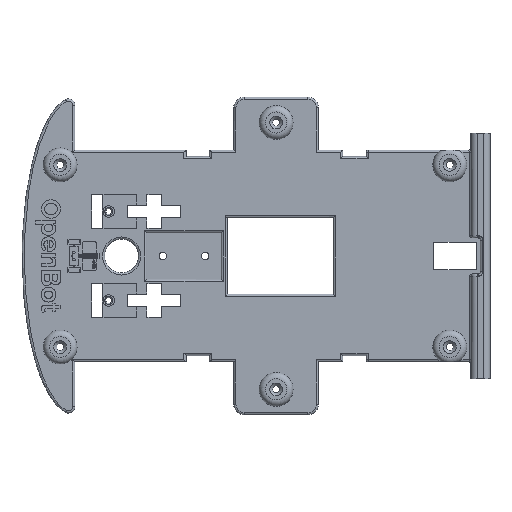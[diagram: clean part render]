
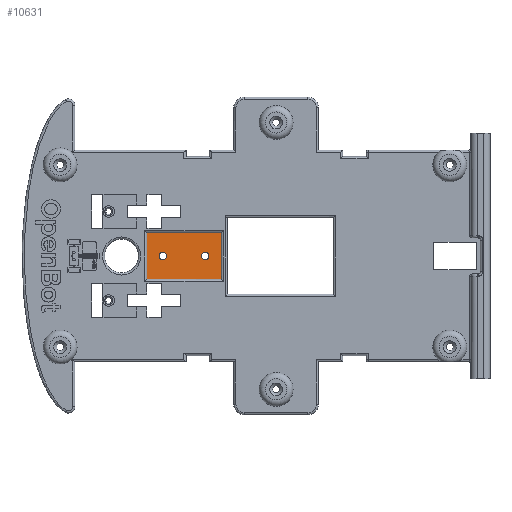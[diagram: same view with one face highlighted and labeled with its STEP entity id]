
A CAD part, top view. The second image highlights one B-rep face of the part: STEP entity #10631.
In plain terms, the highlighted planar face has unit normal (0, 0, 1).
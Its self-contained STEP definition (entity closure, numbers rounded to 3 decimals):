
#818=FACE_BOUND('',#4076,.T.);
#819=FACE_BOUND('',#4077,.T.);
#1003=PLANE('',#11129);
#1905=LINE('',#19921,#2796);
#1906=LINE('',#19926,#2797);
#1907=LINE('',#19929,#2798);
#1908=LINE('',#19932,#2799);
#2796=VECTOR('',#12881,10.);
#2797=VECTOR('',#12888,10.);
#2798=VECTOR('',#12891,10.);
#2799=VECTOR('',#12896,10.);
#3429=FACE_OUTER_BOUND('',#4075,.T.);
#4075=EDGE_LOOP('',(#9700,#9701,#9702,#9703));
#4076=EDGE_LOOP('',(#9704));
#4077=EDGE_LOOP('',(#9705));
#4318=CIRCLE('',#11130,1.75);
#4319=CIRCLE('',#11131,1.75);
#5334=VERTEX_POINT('',#19918);
#5335=VERTEX_POINT('',#19920);
#5336=VERTEX_POINT('',#19924);
#5337=VERTEX_POINT('',#19928);
#5338=VERTEX_POINT('',#19935);
#5339=VERTEX_POINT('',#19937);
#6830=EDGE_CURVE('',#5334,#5335,#1905,.T.);
#6833=EDGE_CURVE('',#5336,#5334,#1906,.T.);
#6834=EDGE_CURVE('',#5337,#5336,#1907,.T.);
#6836=EDGE_CURVE('',#5335,#5337,#1908,.T.);
#6837=EDGE_CURVE('',#5338,#5338,#4318,.T.);
#6838=EDGE_CURVE('',#5339,#5339,#4319,.T.);
#9700=ORIENTED_EDGE('',*,*,#6836,.F.);
#9701=ORIENTED_EDGE('',*,*,#6830,.F.);
#9702=ORIENTED_EDGE('',*,*,#6833,.F.);
#9703=ORIENTED_EDGE('',*,*,#6834,.F.);
#9704=ORIENTED_EDGE('',*,*,#6837,.F.);
#9705=ORIENTED_EDGE('',*,*,#6838,.F.);
#10631=ADVANCED_FACE('',(#3429,#818,#819),#1003,.F.);
#11129=AXIS2_PLACEMENT_3D('',#19934,#12899,#12900);
#11130=AXIS2_PLACEMENT_3D('',#19936,#12901,#12902);
#11131=AXIS2_PLACEMENT_3D('',#19938,#12903,#12904);
#12881=DIRECTION('',(0.,-1.,0.));
#12888=DIRECTION('',(1.,0.,0.));
#12891=DIRECTION('',(0.,1.,0.));
#12896=DIRECTION('',(-1.,0.,0.));
#12899=DIRECTION('center_axis',(0.,0.,-1.));
#12900=DIRECTION('ref_axis',(-1.,0.,0.));
#12901=DIRECTION('center_axis',(0.,0.,1.));
#12902=DIRECTION('ref_axis',(-1.,0.,0.));
#12903=DIRECTION('center_axis',(0.,0.,1.));
#12904=DIRECTION('ref_axis',(-1.,0.,0.));
#19918=CARTESIAN_POINT('',(-21.,21.,2.));
#19920=CARTESIAN_POINT('',(-21.,-1.,2.));
#19921=CARTESIAN_POINT('',(-21.,21.,2.));
#19924=CARTESIAN_POINT('',(-56.,21.,2.));
#19926=CARTESIAN_POINT('',(-56.,21.,2.));
#19928=CARTESIAN_POINT('',(-56.,-1.,2.));
#19929=CARTESIAN_POINT('',(-56.,-1.,2.));
#19932=CARTESIAN_POINT('',(-21.,-1.,2.));
#19934=CARTESIAN_POINT('Origin',(5.,10.,2.));
#19935=CARTESIAN_POINT('',(-46.75,10.,2.));
#19936=CARTESIAN_POINT('Origin',(-48.5,10.,2.));
#19937=CARTESIAN_POINT('',(-26.75,10.,2.));
#19938=CARTESIAN_POINT('Origin',(-28.5,10.,2.));
